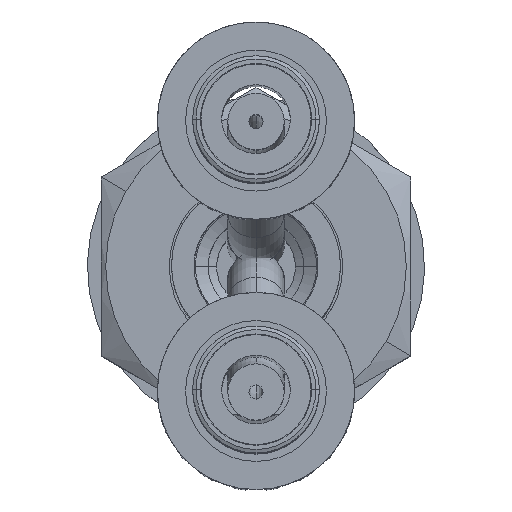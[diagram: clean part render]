
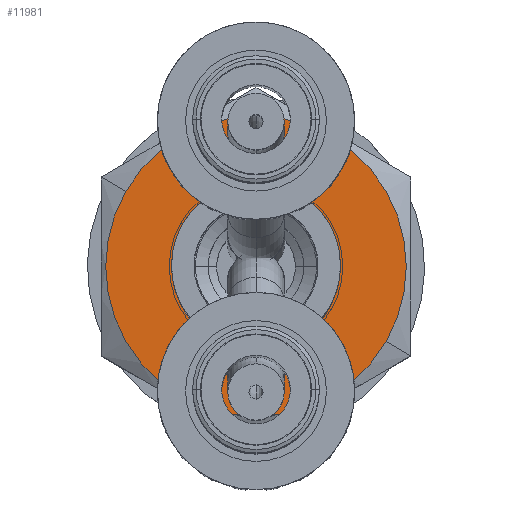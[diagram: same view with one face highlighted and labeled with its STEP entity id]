
A CAD part, top view. The second image highlights one B-rep face of the part: STEP entity #11981.
In plain terms, the highlighted face is planar.
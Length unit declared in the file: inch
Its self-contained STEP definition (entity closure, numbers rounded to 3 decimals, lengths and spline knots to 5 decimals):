
#11139=CARTESIAN_POINT('',(0.,0.02649,0.));
#11140=DIRECTION('',(0.,1.,0.));
#11141=DIRECTION('',(0.,0.,-1.));
#11142=AXIS2_PLACEMENT_3D('',#11139,#11140,#11141);
#11144=CARTESIAN_POINT('',(0.,0.02649,0.));
#11145=DIRECTION('',(0.,1.,0.));
#11146=DIRECTION('',(0.,0.,1.));
#11147=AXIS2_PLACEMENT_3D('',#11144,#11145,#11146);
#11433=CARTESIAN_POINT('',(0.,0.02649,0.));
#11434=DIRECTION('',(0.,1.,0.));
#11435=DIRECTION('',(0.,0.,1.));
#11436=AXIS2_PLACEMENT_3D('',#11433,#11434,#11435);
#11438=CARTESIAN_POINT('',(0.,0.02649,0.));
#11439=DIRECTION('',(0.,1.,0.));
#11440=DIRECTION('',(0.,0.,-1.));
#11441=AXIS2_PLACEMENT_3D('',#11438,#11439,#11440);
#11877=CARTESIAN_POINT('',(0.,0.02649,0.10501));
#11878=CARTESIAN_POINT('',(0.,0.02649,-0.10501));
#11879=VERTEX_POINT('',#11877);
#11880=VERTEX_POINT('',#11878);
#11885=CARTESIAN_POINT('',(0.,0.02649,-0.05601));
#11886=CARTESIAN_POINT('',(0.,0.02649,0.05601));
#11887=VERTEX_POINT('',#11885);
#11888=VERTEX_POINT('',#11886);
#11965=CARTESIAN_POINT('',(0.10501,0.02649,0.));
#11966=DIRECTION('',(0.,-1.,0.));
#11967=DIRECTION('',(0.,0.,-1.));
#11968=AXIS2_PLACEMENT_3D('',#11965,#11966,#11967);
#11969=PLANE('',#11968);
#11971=ORIENTED_EDGE('',*,*,#11970,.T.);
#11972=ORIENTED_EDGE('',*,*,#11950,.T.);
#11973=EDGE_LOOP('',(#11971,#11972));
#11974=FACE_OUTER_BOUND('',#11973,.F.);
#11976=ORIENTED_EDGE('',*,*,#11975,.F.);
#11978=ORIENTED_EDGE('',*,*,#11977,.F.);
#11979=EDGE_LOOP('',(#11976,#11978));
#11980=FACE_BOUND('',#11979,.F.);
#11981=ADVANCED_FACE('',(#11974,#11980),#11969,.T.);
#11143=CIRCLE('',#11142,0.10501);
#11148=CIRCLE('',#11147,0.10501);
#11437=CIRCLE('',#11436,0.05601);
#11442=CIRCLE('',#11441,0.05601);
#11950=EDGE_CURVE('',#11879,#11880,#11148,.T.);
#11970=EDGE_CURVE('',#11880,#11879,#11143,.T.);
#11975=EDGE_CURVE('',#11887,#11888,#11442,.T.);
#11977=EDGE_CURVE('',#11888,#11887,#11437,.T.);
